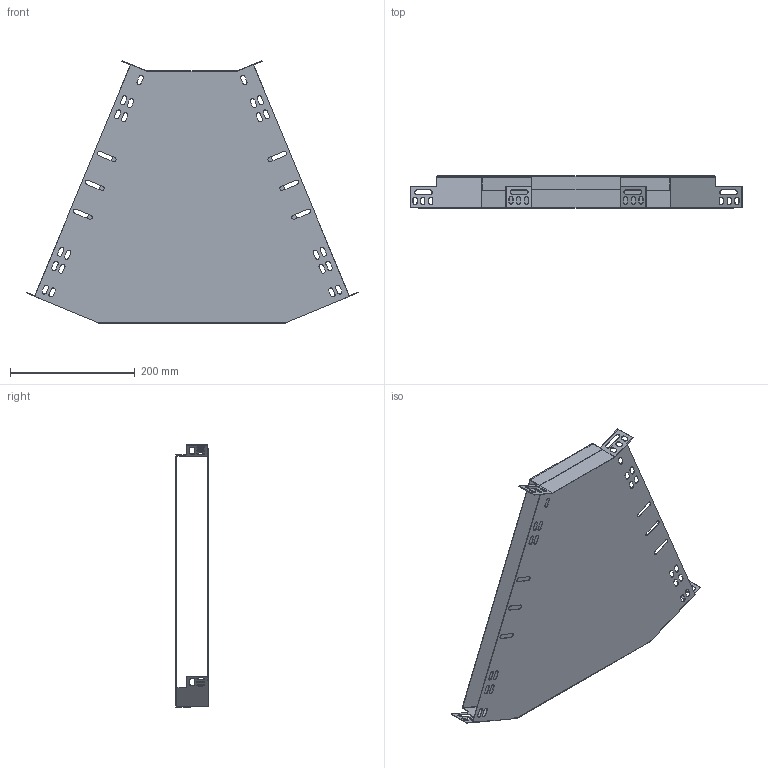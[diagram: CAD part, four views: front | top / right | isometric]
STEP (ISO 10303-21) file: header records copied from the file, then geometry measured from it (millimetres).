
FILE_DESCRIPTION (( 'STEP AP203' ), '1' );
FILE_NAME ('CLP3P-050-400-M-HDZ Ïîâîðîò íà 45 ãð. 50õ400 IEK HDZ.STEP', '2016-03-02T13:14:40', ( '' ), ( '' ), 'SwSTEP 2.0', 'SolidWorks 2014', '' );
FILE_SCHEMA (( 'CONFIG_CONTROL_DESIGN' ));
Length unit declared in the file: millimetre
Products named in the file (1): CLP3P-050-400-M-HDZ Ïîâîðîò íà 45 ãð. 50õ400 IEK HDZ
Bounding box: 531.27 x 51.8 x 419.63 mm (x, y, z)
Volume: 244944.3 mm3; surface area: 616572.2 mm2
Topology: 2 solids, 2 shells, 226 faces, 660 edges, 438 vertices
Faces by surface type: plane 138, cylinder 88
Entity records: 7743 total; most frequent: CARTESIAN_POINT 1325, ORIENTED_EDGE 1320, DIRECTION 1290, EDGE_CURVE 660, VECTOR 484, LINE 484, VERTEX_POINT 438, AXIS2_PLACEMENT_3D 403
